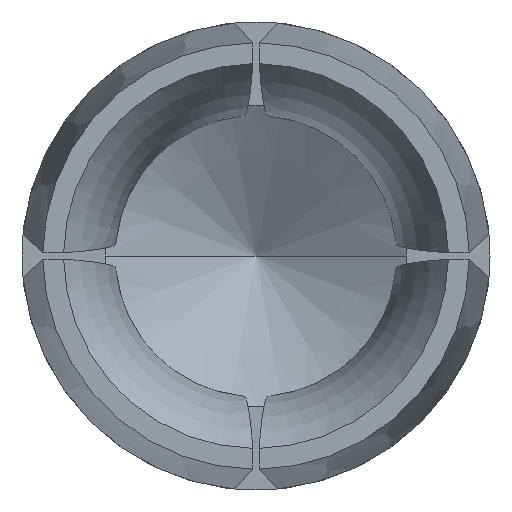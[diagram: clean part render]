
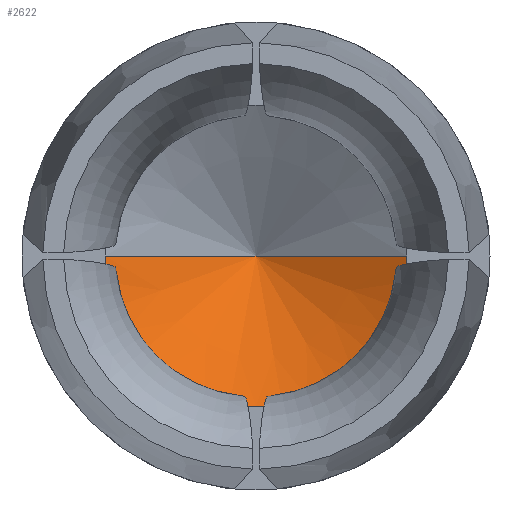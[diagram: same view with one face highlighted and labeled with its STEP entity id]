
A CAD part, front view. The second image highlights one B-rep face of the part: STEP entity #2622.
In plain terms, the highlighted conical face has half-angle 60 degrees and reference radius 0.74 mm.
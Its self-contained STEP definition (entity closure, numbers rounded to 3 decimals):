
#997=CARTESIAN_POINT('',(0.,0.,0.));
#998=DIRECTION('',(0.,-1.,0.));
#999=DIRECTION('',(-1.,0.,0.));
#1000=AXIS2_PLACEMENT_3D('',#997,#998,#999);
#1002=DIRECTION('',(0.866,0.5,0.));
#1003=VECTOR('',#1002,1.674);
#1004=CARTESIAN_POINT('',(-1.45,0.,0.));
#1005=LINE('',#1004,#1003);
#1011=DIRECTION('',(-0.866,0.5,0.));
#1012=VECTOR('',#1011,1.674);
#1013=CARTESIAN_POINT('',(1.45,0.,0.));
#1014=LINE('',#1013,#1012);
#1333=CARTESIAN_POINT('',(-1.45,0.,0.));
#1334=CARTESIAN_POINT('',(0.,0.837,0.));
#1335=VERTEX_POINT('',#1333);
#1336=VERTEX_POINT('',#1334);
#1337=CARTESIAN_POINT('',(1.45,0.,0.));
#1338=VERTEX_POINT('',#1337);
#2610=CARTESIAN_POINT('',(0.,0.41,0.));
#2611=DIRECTION('',(0.,-1.,0.));
#2612=DIRECTION('',(-1.,0.,0.));
#2613=AXIS2_PLACEMENT_3D('',#2610,#2611,#2612);
#2614=CONICAL_SURFACE('',#2613,0.74,60.);
#2616=ORIENTED_EDGE('',*,*,#2615,.T.);
#2618=ORIENTED_EDGE('',*,*,#2617,.F.);
#2619=ORIENTED_EDGE('',*,*,#2593,.F.);
#2620=EDGE_LOOP('',(#2616,#2618,#2619));
#2621=FACE_OUTER_BOUND('',#2620,.F.);
#2622=ADVANCED_FACE('',(#2621),#2614,.F.);
#1001=CIRCLE('',#1000,1.45);
#2593=EDGE_CURVE('',#1335,#1338,#1001,.T.);
#2615=EDGE_CURVE('',#1335,#1336,#1005,.T.);
#2617=EDGE_CURVE('',#1338,#1336,#1014,.T.);
